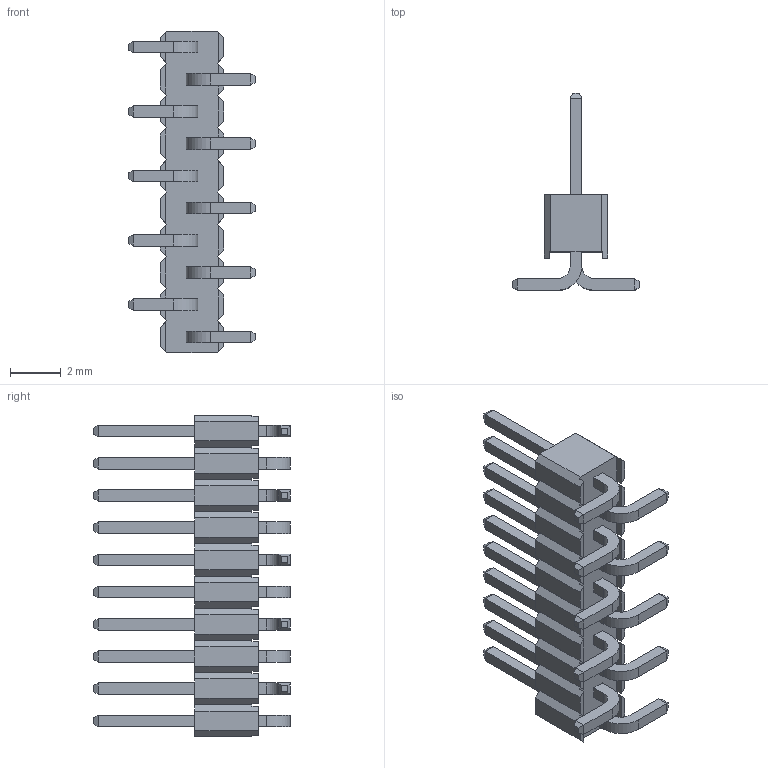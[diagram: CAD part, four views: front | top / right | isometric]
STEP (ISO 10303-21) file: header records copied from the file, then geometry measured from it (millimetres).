
FILE_DESCRIPTION(('STEP AP214'),'1');
FILE_NAME(' ',' ',('TraceParts'),('TraceParts S.A.'),'XStep 1.0',' ',' ');
FILE_SCHEMA(('automotive_design'));
Length unit declared in the file: millimetre
Products named in the file (11): M52-040000P1045_ASM|Next assembly relationship;M52-040023V1045-MOULD; M52-040000P1045_ASM|Next assembly relationship;M52-040000PXX45-PIN
Bounding box: 5 x 7.77 x 12.7 mm (x, y, z)
Volume: 85.1 mm3; surface area: 365.4 mm2
Topology: 11 solids, 11 shells, 324 faces, 826 edges, 524 vertices
Faces by surface type: plane 304, cylinder 20
Entity records: 19146 total; most frequent: STYLED_ITEM 1685, PRESENTATION_STYLE_ASSIGNMENT 1685, CARTESIAN_POINT 1685, COLOUR_RGB 1685, ORIENTED_EDGE 1652, DIRECTION 1536, EDGE_CURVE 826, CURVE_STYLE 826
